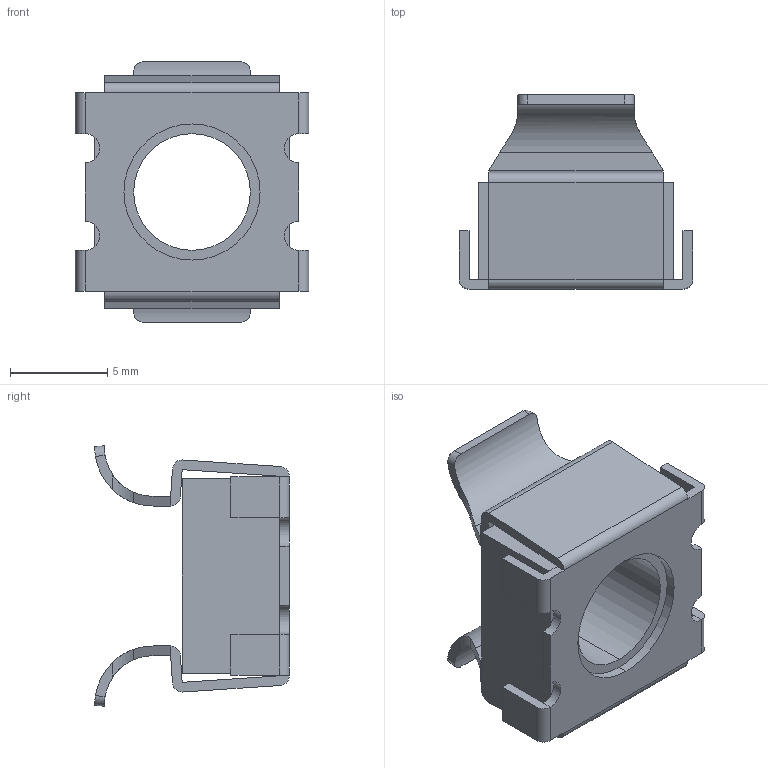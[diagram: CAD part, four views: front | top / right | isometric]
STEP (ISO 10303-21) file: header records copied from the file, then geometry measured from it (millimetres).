
FILE_DESCRIPTION (( 'STEP AP203' ), '1' );
FILE_NAME ('C-593-M6.STEP', '2015-10-16T06:58:32', ( '' ), ( '' ), 'SwSTEP 2.0', 'SolidWorks 2012', '' );
FILE_SCHEMA (( 'CONFIG_CONTROL_DESIGN' ));
Length unit declared in the file: millimetre
Products named in the file (1): C-593-M6
Bounding box: 12 x 10 x 13.4 mm (x, y, z)
Volume: 509.6 mm3; surface area: 1110.2 mm2
Topology: 2 solids, 2 shells, 91 faces, 243 edges, 156 vertices
Faces by surface type: plane 58, cylinder 31, cone 2
Entity records: 2928 total; most frequent: CARTESIAN_POINT 603, ORIENTED_EDGE 486, DIRECTION 447, EDGE_CURVE 243, VECTOR 167, LINE 167, VERTEX_POINT 156, AXIS2_PLACEMENT_3D 140
